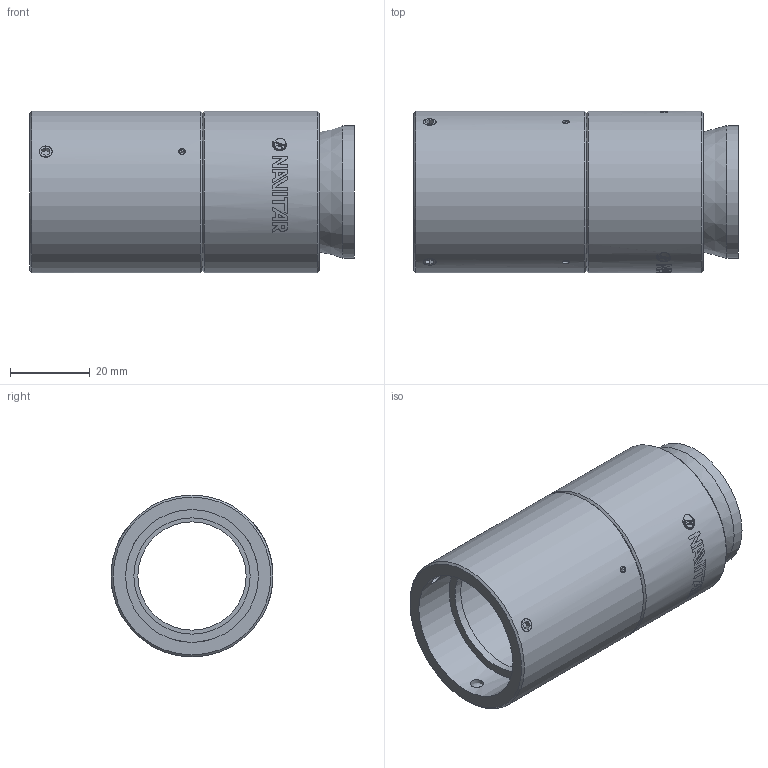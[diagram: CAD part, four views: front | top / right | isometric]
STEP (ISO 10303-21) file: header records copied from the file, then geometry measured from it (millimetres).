
FILE_DESCRIPTION(/* description */ ('BARREL, 200mm TUBE LENS'),/* implementation_level */ '2;1');
FILE_NAME(/* name */ '22770_0.stp',/* time_stamp */ '2015-01-16T12:46:56-05:00',/* author */ ('BONAFEDE'),/* organization */ ('NAVITAR'),/* preprocessor_version */ 'ST-DEVELOPER v15.6',/* originating_system */ 'Autodesk Inventor 2015',/* authorisation */ '');
FILE_SCHEMA (('AUTOMOTIVE_DESIGN { 1 0 10303 214 3 1 1 }'));
Length unit declared in the file: inch
Products named in the file (6): 22771; 22780; 22772; 7004; 7007; 22770_0
Bounding box: 81.41 x 40.64 x 40.64 mm (x, y, z)
Volume: 44013.1 mm3; surface area: 24527.3 mm2
Topology: 9 solids, 9 shells, 297 faces, 708 edges, 465 vertices
Faces by surface type: plane 156, cylinder 56, bspline 56, cone 23, sphere 6
Full cylindrical faces by diameter (mm): 1.702 x3, 2.184 x3, 3.302 x3, 4.166 x3, 27.178 x1, 29.21 x1, 31.5 x1, 33.325 x1, 33.35 x1, 34.025 x1, 34.849 x1, 35.56 x1, 35.708 x1, 36.322 x1, 37.236 x1, 37.241 x1, 38.095 x1, 38.1 x2, 40.64 x2
Entity records: 20851 total; most frequent: CARTESIAN_POINT 15427, ORIENTED_EDGE 1124, DIRECTION 875, EDGE_CURVE 562, VERTEX_POINT 395, EDGE_LOOP 337, AXIS2_PLACEMENT_3D 317, FACE_OUTER_BOUND 248
